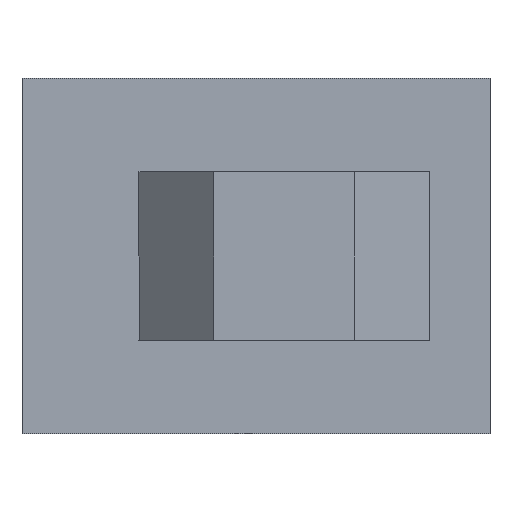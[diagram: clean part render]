
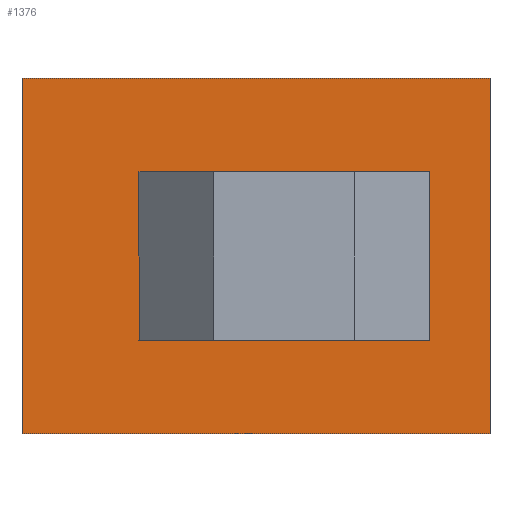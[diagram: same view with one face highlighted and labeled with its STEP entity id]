
A CAD part, left-side view. The second image highlights one B-rep face of the part: STEP entity #1376.
In plain terms, the highlighted planar face has unit normal (-1, 0, 0).
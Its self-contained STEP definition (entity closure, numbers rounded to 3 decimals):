
#10 = EDGE_LOOP ( 'NONE', ( #26, #62, #20, #18, #85, #45 ) ) ;
#18 = ORIENTED_EDGE ( 'NONE', *, *, #797, .F. ) ;
#19 = ORIENTED_EDGE ( 'NONE', *, *, #855, .F. ) ;
#20 = ORIENTED_EDGE ( 'NONE', *, *, #768, .F. ) ;
#26 = ORIENTED_EDGE ( 'NONE', *, *, #723, .F. ) ;
#27 = EDGE_LOOP ( 'NONE', ( #90, #95, #19, #142 ) ) ;
#45 = ORIENTED_EDGE ( 'NONE', *, *, #810, .F. ) ;
#62 = ORIENTED_EDGE ( 'NONE', *, *, #778, .F. ) ;
#85 = ORIENTED_EDGE ( 'NONE', *, *, #860, .F. ) ;
#90 = ORIENTED_EDGE ( 'NONE', *, *, #858, .T. ) ;
#95 = ORIENTED_EDGE ( 'NONE', *, *, #770, .F. ) ;
#142 = ORIENTED_EDGE ( 'NONE', *, *, #745, .T. ) ;
#166 = DIRECTION ( 'NONE',  ( 0., 1., 0. ) ) ;
#169 = CARTESIAN_POINT ( 'NONE',  ( 0., -13.55, 9.75 ) ) ;
#170 = DIRECTION ( 'NONE',  ( 0., -1., 0. ) ) ;
#201 = DIRECTION ( 'NONE',  ( 0., 0., -1. ) ) ;
#202 = CARTESIAN_POINT ( 'NONE',  ( 0., -25., 19. ) ) ;
#203 = DIRECTION ( 'NONE',  ( 0., -1., 0. ) ) ;
#204 = DIRECTION ( 'NONE',  ( -1., 0., 0. ) ) ;
#286 = DIRECTION ( 'NONE',  ( 0., 1., 0. ) ) ;
#288 = PLANE ( 'NONE',  #731 ) ;
#290 = CARTESIAN_POINT ( 'NONE',  ( 0., 0., 19. ) ) ;
#291 = DIRECTION ( 'NONE',  ( 1., 0., 0. ) ) ;
#299 = CARTESIAN_POINT ( 'NONE',  ( 0., -18.95, 5.25 ) ) ;
#447 = DIRECTION ( 'NONE',  ( 0., -1., 0. ) ) ;
#449 = CARTESIAN_POINT ( 'NONE',  ( 0., -14.45, 13.75 ) ) ;
#452 = DIRECTION ( 'NONE',  ( -1., 0., 0. ) ) ;
#453 = CARTESIAN_POINT ( 'NONE',  ( 0., -14.45, 9.25 ) ) ;
#475 = CARTESIAN_POINT ( 'NONE',  ( 0., -9.05, 9.75 ) ) ;
#477 = CARTESIAN_POINT ( 'NONE',  ( 0., -25., 19. ) ) ;
#505 = CARTESIAN_POINT ( 'NONE',  ( 0., -13.55, 5.25 ) ) ;
#516 = CARTESIAN_POINT ( 'NONE',  ( 0., 0., 19. ) ) ;
#522 = CARTESIAN_POINT ( 'NONE',  ( 0., -25., 0. ) ) ;
#554 = CARTESIAN_POINT ( 'NONE',  ( 0., -18.95, 9.25 ) ) ;
#557 = CARTESIAN_POINT ( 'NONE',  ( 0., -9.05, 13.75 ) ) ;
#561 = CARTESIAN_POINT ( 'NONE',  ( 0., -18.95, 5.25 ) ) ;
#571 = DIRECTION ( 'NONE',  ( 0., 0., 1. ) ) ;
#573 = DIRECTION ( 'NONE',  ( 0., -1., 0. ) ) ;
#581 = CARTESIAN_POINT ( 'NONE',  ( 0., 0., 19. ) ) ;
#585 = CARTESIAN_POINT ( 'NONE',  ( 0., 0., 0. ) ) ;
#594 = DIRECTION ( 'NONE',  ( 0., 0., -1. ) ) ;
#621 = CARTESIAN_POINT ( 'NONE',  ( 0., -13.55, 5.25 ) ) ;
#646 = DIRECTION ( 'NONE',  ( 0., -1., 0. ) ) ;
#648 = CARTESIAN_POINT ( 'NONE',  ( 0., 0., 19. ) ) ;
#659 = CARTESIAN_POINT ( 'NONE',  ( 0., -9.05, 13.75 ) ) ;
#676 = CARTESIAN_POINT ( 'NONE',  ( 0., -9.05, 9.75 ) ) ;
#690 = DIRECTION ( 'NONE',  ( 0., 0., -1. ) ) ;
#714 = CARTESIAN_POINT ( 'NONE',  ( 0., 0., 0. ) ) ;
#723 = EDGE_CURVE ( 'NONE', #1029, #1032, #1123, .T. ) ;
#731 = AXIS2_PLACEMENT_3D ( 'NONE', #290, #291, #286 ) ;
#745 = EDGE_CURVE ( 'NONE', #1090, #1023, #1122, .T. ) ;
#768 = EDGE_CURVE ( 'NONE', #1220, #1103, #1186, .T. ) ;
#770 = EDGE_CURVE ( 'NONE', #1236, #1082, #1185, .T. ) ;
#778 = EDGE_CURVE ( 'NONE', #1103, #1029, #1170, .T. ) ;
#797 = EDGE_CURVE ( 'NONE', #1031, #1220, #1147, .T. ) ;
#810 = EDGE_CURVE ( 'NONE', #1032, #1266, #1432, .T. ) ;
#822 = AXIS2_PLACEMENT_3D ( 'NONE', #453, #452, #447 ) ;
#831 = AXIS2_PLACEMENT_3D ( 'NONE', #169, #204, #203 ) ;
#855 = EDGE_CURVE ( 'NONE', #1090, #1236, #955, .T. ) ;
#858 = EDGE_CURVE ( 'NONE', #1023, #1082, #941, .T. ) ;
#860 = EDGE_CURVE ( 'NONE', #1266, #1031, #954, .T. ) ;
#932 = VECTOR ( 'NONE', #166, 1000. ) ;
#941 = LINE ( 'NONE', #714, #942 ) ;
#942 = VECTOR ( 'NONE', #170, 1000. ) ;
#945 = VECTOR ( 'NONE', #646, 1000. ) ;
#954 = LINE ( 'NONE', #659, #932 ) ;
#955 = LINE ( 'NONE', #648, #945 ) ;
#968 = FACE_BOUND ( 'NONE', #10, .T. ) ;
#997 = FACE_OUTER_BOUND ( 'NONE', #27, .T. ) ;
#1023 = VERTEX_POINT ( 'NONE', #585 ) ;
#1029 = VERTEX_POINT ( 'NONE', #561 ) ;
#1031 = VERTEX_POINT ( 'NONE', #557 ) ;
#1032 = VERTEX_POINT ( 'NONE', #554 ) ;
#1053 = VECTOR ( 'NONE', #571, 1000. ) ;
#1058 = VECTOR ( 'NONE', #690, 1000. ) ;
#1082 = VERTEX_POINT ( 'NONE', #522 ) ;
#1090 = VERTEX_POINT ( 'NONE', #516 ) ;
#1103 = VERTEX_POINT ( 'NONE', #505 ) ;
#1122 = LINE ( 'NONE', #581, #1058 ) ;
#1123 = LINE ( 'NONE', #299, #1053 ) ;
#1140 = VECTOR ( 'NONE', #594, 1000. ) ;
#1147 = LINE ( 'NONE', #676, #1140 ) ;
#1168 = VECTOR ( 'NONE', #573, 1000. ) ;
#1170 = LINE ( 'NONE', #621, #1168 ) ;
#1182 = VECTOR ( 'NONE', #201, 1000. ) ;
#1185 = LINE ( 'NONE', #202, #1182 ) ;
#1186 = CIRCLE ( 'NONE', #831, 4.5 ) ;
#1220 = VERTEX_POINT ( 'NONE', #475 ) ;
#1236 = VERTEX_POINT ( 'NONE', #477 ) ;
#1266 = VERTEX_POINT ( 'NONE', #449 ) ;
#1376 = ADVANCED_FACE ( 'NONE', ( #997, #968 ), #288, .F. ) ;
#1432 = CIRCLE ( 'NONE', #822, 4.5 ) ;
